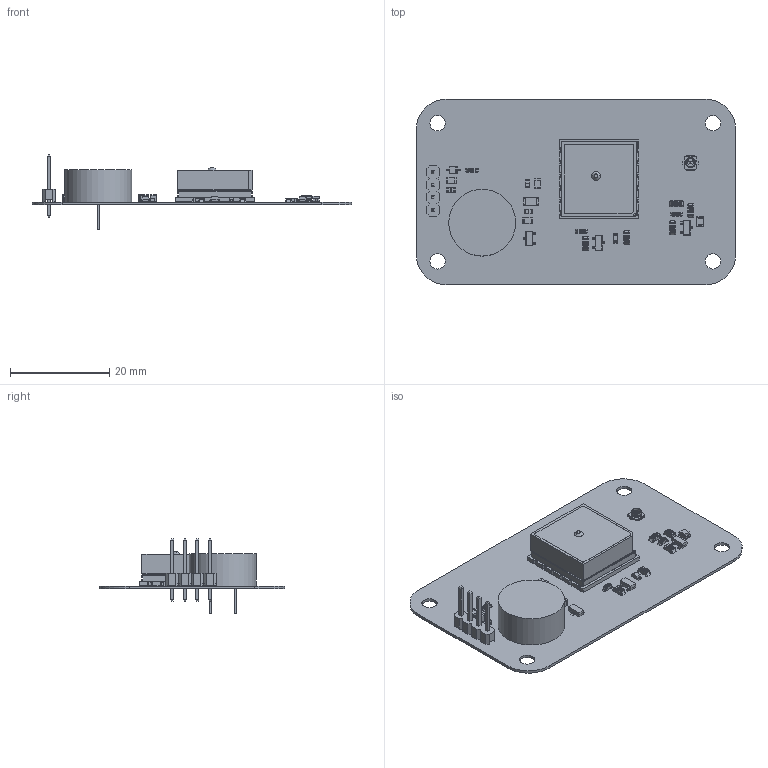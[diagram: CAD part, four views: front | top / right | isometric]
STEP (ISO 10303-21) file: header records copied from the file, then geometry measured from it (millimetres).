
FILE_DESCRIPTION(('Open CASCADE Model'),'2;1');
FILE_NAME('Open CASCADE Shape Model','2022-02-27T09:36:47',('Author'),( 'Open CASCADE'),'Open CASCADE STEP processor 6.8','Open CASCADE 6.8' ,'Unknown');
FILE_SCHEMA(('AUTOMOTIVE_DESIGN { 1 0 10303 214 1 1 1 1 }'));
Length unit declared in the file: millimetre
Products named in the file (46): PCB; Board; Open CASCADE STEP translator 6.8 1.1.1; D1; PESD1LIN; R2; res_0603; SJ1; 5992611840; D4; everlight-17-21-0805LED-red; U1; L86M33; R8; res_0805; R7; R6; R5; R4; R3; R1; Q2; SOT-23; Q1; J1; 1x4; M20-SIL-MOULD; M20-972PIN; D3; User_Library-LED_SMD0805; D2; C7; 5993186864; Cylinder; 5993187744; C6; C0603C104K4RAC7411; C5; CAPC2012X145N_EIA_0805; C4 ...
Assembly tree (61 placements, depth 4):
  PCB
    Board
      Open CASCADE STEP translator 6.8 1.1.1
    D1
      PESD1LIN
    R2
      res_0603
    SJ1
      5992611840
    D4
      everlight-17-21-0805LED-red
    U1
      L86M33
    R8
      res_0805
    R7
      res_0805
    R6
      res_0603
    R5
      res_0603
    R4
      res_0805
    R3
      res_0805
    R1
      res_0805
    Q2
      SOT-23
    Q1
      SOT-23
    J1
      1x4
        M20-SIL-MOULD
        M20-972PIN  x4
    D3
      User_Library-LED_SMD0805
    D2
      SOT-23
    C7
      5993186864  x2
        Cylinder
      5993187744
        Cylinder
    C6
      C0603C104K4RAC7411
    C5
      CAPC2012X145N_EIA_0805
    C4
      CAPC2012X145N_EIA_0805
    C3
      C0603C104K4RAC7411
    C2
      CAPC2012X145N_EIA_0805
    C1
      C0603C104K4RAC7411
    A1
      u_fl-r-smt-1_10_
Bounding box: 64.5 x 37.4 x 15.05 mm (x, y, z)
Volume: 3603.3 mm3; surface area: 8438 mm2
Topology: 99 solids, 99 shells, 5074 faces, 13006 edges, 8435 vertices
Faces by surface type: plane 2211, bspline 1985, cylinder 668, sphere 200, cone 10
Full cylindrical faces by diameter (mm): 0.4 x2, 0.5 x2, 1.1 x4, 3.1 x4, 13.5 x1
Entity records: 68945 total; most frequent: CARTESIAN_POINT 23299, ORIENTED_EDGE 9018, DIRECTION 6604, EDGE_CURVE 4509, LINE 2976, VECTOR 2976, VERTEX_POINT 2933, FACE_BOUND 1910
